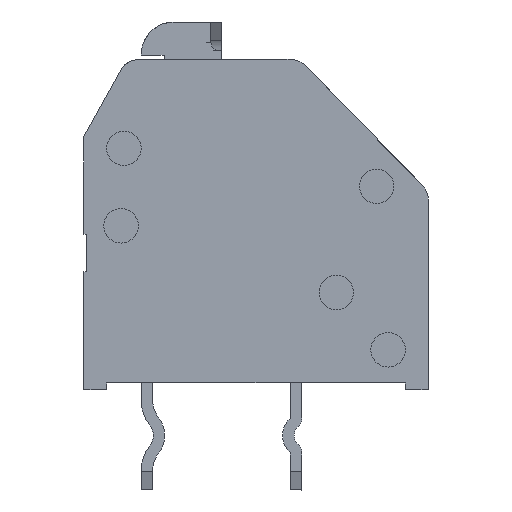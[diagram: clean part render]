
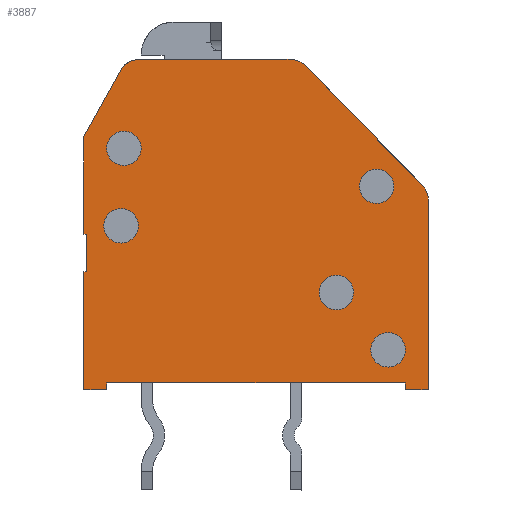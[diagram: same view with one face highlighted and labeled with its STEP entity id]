
A CAD part, left-side view. The second image highlights one B-rep face of the part: STEP entity #3887.
In plain terms, the highlighted face is planar.
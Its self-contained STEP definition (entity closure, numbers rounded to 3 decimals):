
#277=CIRCLE('',#4263,0.6);
#278=CIRCLE('',#4264,0.6);
#279=CIRCLE('',#4265,0.75);
#280=CIRCLE('',#4266,0.75);
#281=CIRCLE('',#4267,0.75);
#282=CIRCLE('',#4268,0.6);
#283=CIRCLE('',#4269,0.6);
#284=CIRCLE('',#4270,0.6);
#1223=ORIENTED_EDGE('',*,*,#1841,.T.);
#1224=ORIENTED_EDGE('',*,*,#1842,.T.);
#1225=ORIENTED_EDGE('',*,*,#1843,.T.);
#1226=ORIENTED_EDGE('',*,*,#1844,.T.);
#1227=ORIENTED_EDGE('',*,*,#1835,.T.);
#1228=ORIENTED_EDGE('',*,*,#1845,.T.);
#1229=ORIENTED_EDGE('',*,*,#1846,.T.);
#1230=ORIENTED_EDGE('',*,*,#1847,.T.);
#1231=ORIENTED_EDGE('',*,*,#1848,.T.);
#1232=ORIENTED_EDGE('',*,*,#1849,.T.);
#1233=ORIENTED_EDGE('',*,*,#1850,.T.);
#1234=ORIENTED_EDGE('',*,*,#1851,.T.);
#1235=ORIENTED_EDGE('',*,*,#1852,.T.);
#1236=ORIENTED_EDGE('',*,*,#1853,.T.);
#1237=ORIENTED_EDGE('',*,*,#1854,.T.);
#1238=ORIENTED_EDGE('',*,*,#1855,.T.);
#1239=ORIENTED_EDGE('',*,*,#1856,.T.);
#1240=ORIENTED_EDGE('',*,*,#1857,.T.);
#1241=ORIENTED_EDGE('',*,*,#1858,.T.);
#1242=ORIENTED_EDGE('',*,*,#1859,.T.);
#1243=ORIENTED_EDGE('',*,*,#1860,.T.);
#1244=ORIENTED_EDGE('',*,*,#1861,.T.);
#1835=EDGE_CURVE('',#2223,#2224,#2611,.T.);
#1841=EDGE_CURVE('',#2227,#2227,#277,.T.);
#1842=EDGE_CURVE('',#2228,#2228,#278,.T.);
#1843=EDGE_CURVE('',#2229,#2230,#2617,.T.);
#1844=EDGE_CURVE('',#2230,#2223,#279,.T.);
#1845=EDGE_CURVE('',#2224,#2231,#280,.T.);
#1846=EDGE_CURVE('',#2231,#2232,#2618,.T.);
#1847=EDGE_CURVE('',#2232,#2233,#2619,.T.);
#1848=EDGE_CURVE('',#2233,#2234,#2620,.T.);
#1849=EDGE_CURVE('',#2234,#2235,#2621,.T.);
#1850=EDGE_CURVE('',#2235,#2236,#2622,.T.);
#1851=EDGE_CURVE('',#2236,#2237,#2623,.T.);
#1852=EDGE_CURVE('',#2237,#2238,#2624,.T.);
#1853=EDGE_CURVE('',#2238,#2239,#2625,.T.);
#1854=EDGE_CURVE('',#2239,#2240,#2626,.T.);
#1855=EDGE_CURVE('',#2240,#2241,#2627,.T.);
#1856=EDGE_CURVE('',#2241,#2242,#2628,.T.);
#1857=EDGE_CURVE('',#2242,#2243,#2629,.T.);
#1858=EDGE_CURVE('',#2243,#2229,#281,.T.);
#1859=EDGE_CURVE('',#2244,#2244,#282,.T.);
#1860=EDGE_CURVE('',#2245,#2245,#283,.T.);
#1861=EDGE_CURVE('',#2246,#2246,#284,.T.);
#2223=VERTEX_POINT('',#6544);
#2224=VERTEX_POINT('',#6545);
#2227=VERTEX_POINT('',#6555);
#2228=VERTEX_POINT('',#6557);
#2229=VERTEX_POINT('',#6559);
#2230=VERTEX_POINT('',#6560);
#2231=VERTEX_POINT('',#6563);
#2232=VERTEX_POINT('',#6565);
#2233=VERTEX_POINT('',#6567);
#2234=VERTEX_POINT('',#6569);
#2235=VERTEX_POINT('',#6571);
#2236=VERTEX_POINT('',#6573);
#2237=VERTEX_POINT('',#6575);
#2238=VERTEX_POINT('',#6577);
#2239=VERTEX_POINT('',#6579);
#2240=VERTEX_POINT('',#6581);
#2241=VERTEX_POINT('',#6583);
#2242=VERTEX_POINT('',#6585);
#2243=VERTEX_POINT('',#6587);
#2244=VERTEX_POINT('',#6590);
#2245=VERTEX_POINT('',#6592);
#2246=VERTEX_POINT('',#6594);
#2611=LINE('',#6543,#3016);
#2617=LINE('',#6558,#3022);
#2618=LINE('',#6564,#3023);
#2619=LINE('',#6566,#3024);
#2620=LINE('',#6568,#3025);
#2621=LINE('',#6570,#3026);
#2622=LINE('',#6572,#3027);
#2623=LINE('',#6574,#3028);
#2624=LINE('',#6576,#3029);
#2625=LINE('',#6578,#3030);
#2626=LINE('',#6580,#3031);
#2627=LINE('',#6582,#3032);
#2628=LINE('',#6584,#3033);
#2629=LINE('',#6586,#3034);
#3016=VECTOR('',#5230,1000.);
#3022=VECTOR('',#5242,1000.);
#3023=VECTOR('',#5247,1000.);
#3024=VECTOR('',#5248,1000.);
#3025=VECTOR('',#5249,1000.);
#3026=VECTOR('',#5250,1000.);
#3027=VECTOR('',#5251,1000.);
#3028=VECTOR('',#5252,1000.);
#3029=VECTOR('',#5253,1000.);
#3030=VECTOR('',#5254,1000.);
#3031=VECTOR('',#5255,1000.);
#3032=VECTOR('',#5256,1000.);
#3033=VECTOR('',#5257,1000.);
#3034=VECTOR('',#5258,1000.);
#3270=EDGE_LOOP('',(#1223));
#3271=EDGE_LOOP('',(#1224));
#3272=EDGE_LOOP('',(#1225,#1226,#1227,#1228,#1229,#1230,#1231,#1232,#1233,
#1234,#1235,#1236,#1237,#1238,#1239,#1240,#1241));
#3273=EDGE_LOOP('',(#1242));
#3274=EDGE_LOOP('',(#1243));
#3275=EDGE_LOOP('',(#1244));
#3518=FACE_BOUND('',#3270,.T.);
#3519=FACE_BOUND('',#3271,.T.);
#3520=FACE_BOUND('',#3272,.T.);
#3521=FACE_BOUND('',#3273,.T.);
#3522=FACE_BOUND('',#3274,.T.);
#3523=FACE_BOUND('',#3275,.T.);
#3686=PLANE('',#4262);
#3887=ADVANCED_FACE('',(#3518,#3519,#3520,#3521,#3522,#3523),#3686,.T.);
#4262=AXIS2_PLACEMENT_3D('',#6553,#5236,#5237);
#4263=AXIS2_PLACEMENT_3D('',#6554,#5238,#5239);
#4264=AXIS2_PLACEMENT_3D('',#6556,#5240,#5241);
#4265=AXIS2_PLACEMENT_3D('',#6561,#5243,#5244);
#4266=AXIS2_PLACEMENT_3D('',#6562,#5245,#5246);
#4267=AXIS2_PLACEMENT_3D('',#6588,#5259,#5260);
#4268=AXIS2_PLACEMENT_3D('',#6589,#5261,#5262);
#4269=AXIS2_PLACEMENT_3D('',#6591,#5263,#5264);
#4270=AXIS2_PLACEMENT_3D('',#6593,#5265,#5266);
#5230=DIRECTION('',(0.,-1.,0.));
#5236=DIRECTION('',(1.,0.,0.));
#5237=DIRECTION('',(0.,0.,-1.));
#5238=DIRECTION('',(-1.,0.,0.));
#5239=DIRECTION('',(0.,1.,0.));
#5240=DIRECTION('',(-1.,0.,0.));
#5241=DIRECTION('',(0.,1.,0.));
#5242=DIRECTION('',(0.,-0.699,0.715));
#5243=DIRECTION('',(1.,0.,0.));
#5244=DIRECTION('',(0.,0.,-1.));
#5245=DIRECTION('',(1.,0.,0.));
#5246=DIRECTION('',(0.,0.,-1.));
#5247=DIRECTION('',(0.,-0.486,-0.874));
#5248=DIRECTION('',(0.,0.,-1.));
#5249=DIRECTION('',(0.,1.,0.));
#5250=DIRECTION('',(0.,0.,-1.));
#5251=DIRECTION('',(0.,-1.,0.));
#5252=DIRECTION('',(0.,0.,-1.));
#5253=DIRECTION('',(0.,1.,0.));
#5254=DIRECTION('',(0.,0.,1.));
#5255=DIRECTION('',(0.,1.,0.));
#5256=DIRECTION('',(0.,0.,-1.));
#5257=DIRECTION('',(0.,1.,0.));
#5258=DIRECTION('',(0.,0.,1.));
#5259=DIRECTION('',(1.,0.,0.));
#5260=DIRECTION('',(0.,0.,-1.));
#5261=DIRECTION('',(-1.,0.,0.));
#5262=DIRECTION('',(0.,1.,0.));
#5263=DIRECTION('',(-1.,0.,0.));
#5264=DIRECTION('',(0.,1.,0.));
#5265=DIRECTION('',(-1.,0.,0.));
#5266=DIRECTION('',(0.,1.,0.));
#6543=CARTESIAN_POINT('',(0.75,1.5,6.75));
#6544=CARTESIAN_POINT('',(0.75,1.185,6.75));
#6545=CARTESIAN_POINT('',(0.75,-4.059,6.75));
#6553=CARTESIAN_POINT('',(0.75,0.,0.));
#6554=CARTESIAN_POINT('',(0.75,4.2,2.33));
#6555=CARTESIAN_POINT('',(0.75,4.8,2.33));
#6556=CARTESIAN_POINT('',(0.75,-4.7,0.95));
#6557=CARTESIAN_POINT('',(0.75,-4.1,0.95));
#6558=CARTESIAN_POINT('',(0.75,6.,2.15));
#6559=CARTESIAN_POINT('',(0.75,5.786,2.369));
#6560=CARTESIAN_POINT('',(0.75,1.721,6.524));
#6561=CARTESIAN_POINT('',(0.75,1.185,6.));
#6562=CARTESIAN_POINT('',(0.75,-4.059,6.));
#6563=CARTESIAN_POINT('',(0.75,-4.714,6.364));
#6564=CARTESIAN_POINT('',(0.75,-4.5,6.75));
#6565=CARTESIAN_POINT('',(0.75,-6.,4.05));
#6566=CARTESIAN_POINT('',(0.75,-6.,4.05));
#6567=CARTESIAN_POINT('',(0.75,-6.,0.65));
#6568=CARTESIAN_POINT('',(0.75,-6.,0.65));
#6569=CARTESIAN_POINT('',(0.75,-5.9,0.65));
#6570=CARTESIAN_POINT('',(0.75,-5.9,0.65));
#6571=CARTESIAN_POINT('',(0.75,-5.9,-0.65));
#6572=CARTESIAN_POINT('',(0.75,-5.9,-0.65));
#6573=CARTESIAN_POINT('',(0.75,-6.,-0.65));
#6574=CARTESIAN_POINT('',(0.75,-6.,-0.65));
#6575=CARTESIAN_POINT('',(0.75,-6.,-4.75));
#6576=CARTESIAN_POINT('',(0.75,-6.,-4.75));
#6577=CARTESIAN_POINT('',(0.75,-5.2,-4.75));
#6578=CARTESIAN_POINT('',(0.75,-5.2,-4.75));
#6579=CARTESIAN_POINT('',(0.75,-5.2,-4.52));
#6580=CARTESIAN_POINT('',(0.75,-5.2,-4.52));
#6581=CARTESIAN_POINT('',(0.75,5.2,-4.52));
#6582=CARTESIAN_POINT('',(0.75,5.2,-4.52));
#6583=CARTESIAN_POINT('',(0.75,5.2,-4.75));
#6584=CARTESIAN_POINT('',(0.75,5.2,-4.75));
#6585=CARTESIAN_POINT('',(0.75,6.,-4.75));
#6586=CARTESIAN_POINT('',(0.75,6.,-4.75));
#6587=CARTESIAN_POINT('',(0.75,6.,1.844));
#6588=CARTESIAN_POINT('',(0.75,5.25,1.844));
#6589=CARTESIAN_POINT('',(0.75,-4.6,3.65));
#6590=CARTESIAN_POINT('',(0.75,-4.,3.65));
#6591=CARTESIAN_POINT('',(0.75,2.8,-1.37));
#6592=CARTESIAN_POINT('',(0.75,3.4,-1.37));
#6593=CARTESIAN_POINT('',(0.75,4.6,-3.37));
#6594=CARTESIAN_POINT('',(0.75,5.2,-3.37));
